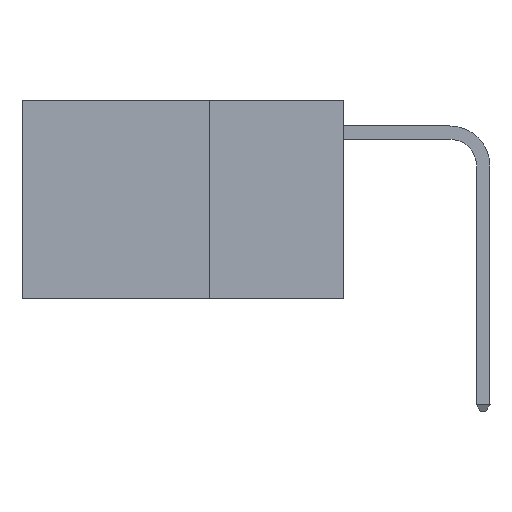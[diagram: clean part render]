
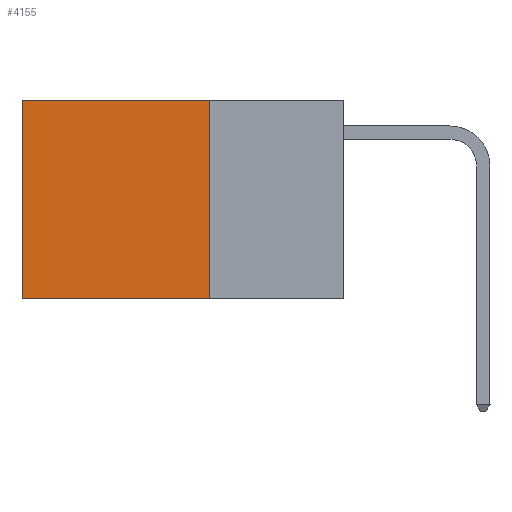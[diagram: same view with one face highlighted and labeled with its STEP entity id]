
A CAD part, left-side view. The second image highlights one B-rep face of the part: STEP entity #4155.
In plain terms, the highlighted planar face has unit normal (-1, 0, 0).
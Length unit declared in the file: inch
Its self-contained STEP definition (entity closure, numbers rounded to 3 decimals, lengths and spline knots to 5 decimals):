
#236 = CARTESIAN_POINT ( 'NONE',  ( 0.2625, 0.6, 0. ) ) ;
#328 = ORIENTED_EDGE ( 'NONE', *, *, #20504, .F. ) ;
#1084 = FACE_OUTER_BOUND ( 'NONE', #18441, .T. ) ;
#1914 = CARTESIAN_POINT ( 'NONE',  ( 0.2625, 0.6, 0. ) ) ;
#2189 = ORIENTED_EDGE ( 'NONE', *, *, #27595, .T. ) ;
#4004 = DIRECTION ( 'NONE',  ( 0., 0., -1. ) ) ;
#4111 = DIRECTION ( 'NONE',  ( 1., 0., 0. ) ) ;
#4155 = ADVANCED_FACE ( 'NONE', ( #1084 ), #5316, .F. ) ;
#4267 = DIRECTION ( 'NONE',  ( 0., 0., -1. ) ) ;
#4768 = CARTESIAN_POINT ( 'NONE',  ( 0.2625, 0.25, 0. ) ) ;
#5132 = VERTEX_POINT ( 'NONE', #6552 ) ;
#5200 = ORIENTED_EDGE ( 'NONE', *, *, #17702, .F. ) ;
#5316 = PLANE ( 'NONE',  #19217 ) ;
#5478 = CARTESIAN_POINT ( 'NONE',  ( 0.2625, 0.25, 0. ) ) ;
#6552 = CARTESIAN_POINT ( 'NONE',  ( 0.2625, 0.6, -0.37 ) ) ;
#10166 = VERTEX_POINT ( 'NONE', #27758 ) ;
#14450 = DIRECTION ( 'NONE',  ( 0., 0., -1. ) ) ;
#15879 = LINE ( 'NONE', #1914, #26836 ) ;
#15986 = DIRECTION ( 'NONE',  ( 0., 1., 0. ) ) ;
#17026 = VECTOR ( 'NONE', #19357, 39.37008 ) ;
#17702 = EDGE_CURVE ( 'NONE', #20458, #10166, #19019, .T. ) ;
#18321 = VECTOR ( 'NONE', #14450, 39.37008 ) ;
#18441 = EDGE_LOOP ( 'NONE', ( #21334, #328, #5200, #2189 ) ) ;
#19019 = LINE ( 'NONE', #27558, #18321 ) ;
#19217 = AXIS2_PLACEMENT_3D ( 'NONE', #5478, #4111, #4004 ) ;
#19357 = DIRECTION ( 'NONE',  ( 0., 1., 0. ) ) ;
#20458 = VERTEX_POINT ( 'NONE', #27931 ) ;
#20504 = EDGE_CURVE ( 'NONE', #10166, #5132, #28617, .T. ) ;
#21334 = ORIENTED_EDGE ( 'NONE', *, *, #24824, .T. ) ;
#21867 = VECTOR ( 'NONE', #15986, 39.37008 ) ;
#21986 = VERTEX_POINT ( 'NONE', #236 ) ;
#24824 = EDGE_CURVE ( 'NONE', #21986, #5132, #15879, .T. ) ;
#25866 = CARTESIAN_POINT ( 'NONE',  ( 0.2625, 0.25, -0.37 ) ) ;
#26836 = VECTOR ( 'NONE', #4267, 39.37008 ) ;
#27558 = CARTESIAN_POINT ( 'NONE',  ( 0.2625, 0.25, 0. ) ) ;
#27595 = EDGE_CURVE ( 'NONE', #20458, #21986, #28366, .T. ) ;
#27758 = CARTESIAN_POINT ( 'NONE',  ( 0.2625, 0.25, -0.37 ) ) ;
#27931 = CARTESIAN_POINT ( 'NONE',  ( 0.2625, 0.25, 0. ) ) ;
#28366 = LINE ( 'NONE', #4768, #21867 ) ;
#28617 = LINE ( 'NONE', #25866, #17026 ) ;
